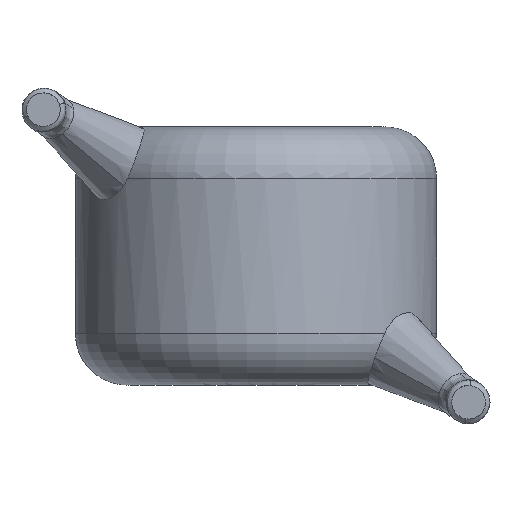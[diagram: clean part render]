
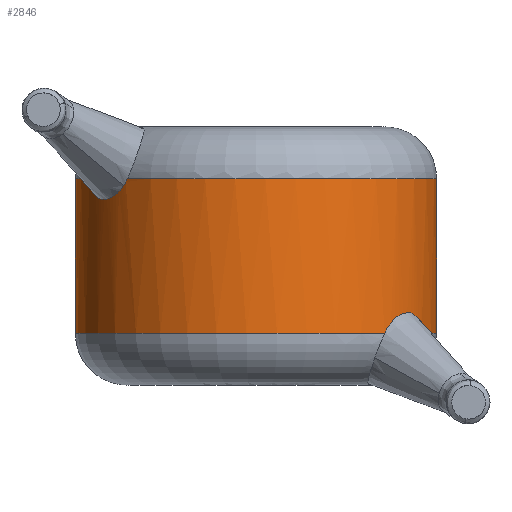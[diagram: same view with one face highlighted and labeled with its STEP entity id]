
A CAD part, front view. The second image highlights one B-rep face of the part: STEP entity #2846.
In plain terms, the highlighted cylindrical face has radius 3.5 mm (diameter 7 mm), a partial arc.
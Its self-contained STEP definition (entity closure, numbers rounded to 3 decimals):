
#6 = VERTEX_POINT ( 'NONE', #3020 ) ;
#78 = CARTESIAN_POINT ( 'NONE',  ( -2.562, -2.385, 3.866 ) ) ;
#120 = CARTESIAN_POINT ( 'NONE',  ( 3.225, -1.362, 1.131 ) ) ;
#130 = CARTESIAN_POINT ( 'NONE',  ( 2.853, -2.033, 1.398 ) ) ;
#136 = CARTESIAN_POINT ( 'NONE',  ( 0., 0., 4. ) ) ;
#138 = VERTEX_POINT ( 'NONE', #2720 ) ;
#145 = AXIS2_PLACEMENT_3D ( 'NONE', #136, #2796, #3119 ) ;
#146 = CARTESIAN_POINT ( 'NONE',  ( 2.615, -2.327, 1.211 ) ) ;
#161 = B_SPLINE_CURVE_WITH_KNOTS ( 'NONE', 3,
 ( #4051, #2804, #2075, #146, #4079, #2412, #130, #2092, #1417, #1771, #120, #1798 ),
 .UNSPECIFIED., .F., .F.,
 ( 4, 2, 2, 2, 2, 4 ),
 ( 0., 0., 0., 0.001, 0.001, 0.002 ),
 .UNSPECIFIED. ) ;
#196 = CARTESIAN_POINT ( 'NONE',  ( -3.101, -1.626, 3.647 ) ) ;
#290 = VERTEX_POINT ( 'NONE', #4249 ) ;
#328 = LINE ( 'NONE', #396, #1038 ) ;
#396 = CARTESIAN_POINT ( 'NONE',  ( 3.5, 0., 5. ) ) ;
#418 = CARTESIAN_POINT ( 'NONE',  ( -3.5, 0., 4. ) ) ;
#526 = ORIENTED_EDGE ( 'NONE', *, *, #3161, .T. ) ;
#598 = FACE_OUTER_BOUND ( 'NONE', #3996, .T. ) ;
#599 = DIRECTION ( 'NONE',  ( 1., 0., 0. ) ) ;
#602 = EDGE_CURVE ( 'NONE', #3679, #6, #2429, .T. ) ;
#617 = CARTESIAN_POINT ( 'NONE',  ( -2.909, -1.95, 3.59 ) ) ;
#632 = CARTESIAN_POINT ( 'NONE',  ( 0., 0., 4. ) ) ;
#660 = CARTESIAN_POINT ( 'NONE',  ( -2.511, -2.438, 3.952 ) ) ;
#761 = CARTESIAN_POINT ( 'NONE',  ( 0., 0., 1. ) ) ;
#848 = CARTESIAN_POINT ( 'NONE',  ( -3.227, -1.357, 3.883 ) ) ;
#886 = EDGE_CURVE ( 'NONE', #1400, #3177, #1433, .T. ) ;
#893 = CIRCLE ( 'NONE', #4163, 3.5 ) ;
#979 = ORIENTED_EDGE ( 'NONE', *, *, #1430, .T. ) ;
#1038 = VECTOR ( 'NONE', #3378, 1000. ) ;
#1199 = CARTESIAN_POINT ( 'NONE',  ( 0., 0., 1. ) ) ;
#1240 = VERTEX_POINT ( 'NONE', #1948 ) ;
#1340 = VERTEX_POINT ( 'NONE', #418 ) ;
#1349 = CARTESIAN_POINT ( 'NONE',  ( -2.535, -2.413, 3.907 ) ) ;
#1400 = VERTEX_POINT ( 'NONE', #78 ) ;
#1417 = CARTESIAN_POINT ( 'NONE',  ( 3.077, -1.673, 1.375 ) ) ;
#1430 = EDGE_CURVE ( 'NONE', #3029, #3177, #1685, .T. ) ;
#1433 = B_SPLINE_CURVE_WITH_KNOTS ( 'NONE', 3,
 ( #2013, #1349, #660, #2326 ),
 .UNSPECIFIED., .F., .F.,
 ( 4, 4 ),
 ( 0.002, 0.002 ),
 .UNSPECIFIED. ) ;
#1435 = ORIENTED_EDGE ( 'NONE', *, *, #2307, .T. ) ;
#1444 = ORIENTED_EDGE ( 'NONE', *, *, #3186, .F. ) ;
#1445 = DIRECTION ( 'NONE',  ( 1., 0., 0. ) ) ;
#1461 = B_SPLINE_CURVE_WITH_KNOTS ( 'NONE', 3,
 ( #1831, #848, #2186, #196, #2897, #617, #2930, #3860, #4227, #2564 ),
 .UNSPECIFIED., .F., .F.,
 ( 4, 2, 2, 2, 4 ),
 ( 0., 0., 0.001, 0.001, 0.002 ),
 .UNSPECIFIED. ) ;
#1485 = DIRECTION ( 'NONE',  ( 0., 0., 1. ) ) ;
#1621 = AXIS2_PLACEMENT_3D ( 'NONE', #2157, #2484, #2842 ) ;
#1685 = CIRCLE ( 'NONE', #145, 3.5 ) ;
#1771 = CARTESIAN_POINT ( 'NONE',  ( 3.186, -1.455, 1.238 ) ) ;
#1798 = CARTESIAN_POINT ( 'NONE',  ( 3.245, -1.311, 1. ) ) ;
#1831 = CARTESIAN_POINT ( 'NONE',  ( -3.245, -1.311, 4. ) ) ;
#1845 = DIRECTION ( 'NONE',  ( 1., 0., 0. ) ) ;
#1888 = AXIS2_PLACEMENT_3D ( 'NONE', #1199, #1485, #1845 ) ;
#1948 = CARTESIAN_POINT ( 'NONE',  ( -3.245, -1.311, 4. ) ) ;
#1954 = ORIENTED_EDGE ( 'NONE', *, *, #3613, .T. ) ;
#2013 = CARTESIAN_POINT ( 'NONE',  ( -2.562, -2.385, 3.866 ) ) ;
#2075 = CARTESIAN_POINT ( 'NONE',  ( 2.547, -2.401, 1.114 ) ) ;
#2092 = CARTESIAN_POINT ( 'NONE',  ( 3.006, -1.798, 1.407 ) ) ;
#2133 = CIRCLE ( 'NONE', #2898, 3.5 ) ;
#2157 = CARTESIAN_POINT ( 'NONE',  ( 0., 0., 5. ) ) ;
#2186 = CARTESIAN_POINT ( 'NONE',  ( -3.194, -1.436, 3.784 ) ) ;
#2187 = VECTOR ( 'NONE', #2857, 1000. ) ;
#2307 = EDGE_CURVE ( 'NONE', #138, #3679, #161, .T. ) ;
#2326 = CARTESIAN_POINT ( 'NONE',  ( -2.49, -2.46, 4. ) ) ;
#2392 = EDGE_CURVE ( 'NONE', #290, #138, #893, .T. ) ;
#2412 = CARTESIAN_POINT ( 'NONE',  ( 2.769, -2.144, 1.358 ) ) ;
#2429 = CIRCLE ( 'NONE', #1888, 3.5 ) ;
#2484 = DIRECTION ( 'NONE',  ( 0., 0., -1. ) ) ;
#2564 = CARTESIAN_POINT ( 'NONE',  ( -2.562, -2.385, 3.866 ) ) ;
#2610 = ORIENTED_EDGE ( 'NONE', *, *, #2853, .F. ) ;
#2703 = ORIENTED_EDGE ( 'NONE', *, *, #886, .F. ) ;
#2711 = ORIENTED_EDGE ( 'NONE', *, *, #2392, .T. ) ;
#2720 = CARTESIAN_POINT ( 'NONE',  ( 2.49, -2.46, 1. ) ) ;
#2796 = DIRECTION ( 'NONE',  ( 0., 0., -1. ) ) ;
#2804 = CARTESIAN_POINT ( 'NONE',  ( 2.516, -2.433, 1.06 ) ) ;
#2842 = DIRECTION ( 'NONE',  ( -1., 0., 0. ) ) ;
#2846 = ADVANCED_FACE ( 'NONE', ( #598 ), #3745, .T. ) ;
#2853 = EDGE_CURVE ( 'NONE', #1240, #1400, #1461, .T. ) ;
#2857 = DIRECTION ( 'NONE',  ( 0., 0., -1. ) ) ;
#2897 = CARTESIAN_POINT ( 'NONE',  ( -3.041, -1.737, 3.608 ) ) ;
#2898 = AXIS2_PLACEMENT_3D ( 'NONE', #632, #4240, #599 ) ;
#2930 = CARTESIAN_POINT ( 'NONE',  ( -2.836, -2.055, 3.61 ) ) ;
#3020 = CARTESIAN_POINT ( 'NONE',  ( 3.5, 0., 1. ) ) ;
#3029 = VERTEX_POINT ( 'NONE', #3805 ) ;
#3119 = DIRECTION ( 'NONE',  ( 1., 0., 0. ) ) ;
#3161 = EDGE_CURVE ( 'NONE', #1240, #1340, #2133, .T. ) ;
#3177 = VERTEX_POINT ( 'NONE', #3277 ) ;
#3186 = EDGE_CURVE ( 'NONE', #3029, #6, #328, .T. ) ;
#3277 = CARTESIAN_POINT ( 'NONE',  ( -2.49, -2.46, 4. ) ) ;
#3378 = DIRECTION ( 'NONE',  ( 0., 0., -1. ) ) ;
#3418 = DIRECTION ( 'NONE',  ( 0., 0., 1. ) ) ;
#3455 = ORIENTED_EDGE ( 'NONE', *, *, #602, .T. ) ;
#3529 = LINE ( 'NONE', #3832, #2187 ) ;
#3576 = CARTESIAN_POINT ( 'NONE',  ( 3.245, -1.311, 1. ) ) ;
#3613 = EDGE_CURVE ( 'NONE', #1340, #290, #3529, .T. ) ;
#3679 = VERTEX_POINT ( 'NONE', #3576 ) ;
#3745 = CYLINDRICAL_SURFACE ( 'NONE', #1621, 3.5 ) ;
#3805 = CARTESIAN_POINT ( 'NONE',  ( 3.5, 0., 4. ) ) ;
#3832 = CARTESIAN_POINT ( 'NONE',  ( -3.5, 0., 5. ) ) ;
#3860 = CARTESIAN_POINT ( 'NONE',  ( -2.691, -2.241, 3.702 ) ) ;
#3996 = EDGE_LOOP ( 'NONE', ( #1444, #979, #2703, #2610, #526, #1954, #2711, #1435, #3455 ) ) ;
#4051 = CARTESIAN_POINT ( 'NONE',  ( 2.49, -2.46, 1. ) ) ;
#4079 = CARTESIAN_POINT ( 'NONE',  ( 2.653, -2.284, 1.254 ) ) ;
#4163 = AXIS2_PLACEMENT_3D ( 'NONE', #761, #3418, #1445 ) ;
#4227 = CARTESIAN_POINT ( 'NONE',  ( -2.621, -2.321, 3.774 ) ) ;
#4240 = DIRECTION ( 'NONE',  ( 0., 0., -1. ) ) ;
#4249 = CARTESIAN_POINT ( 'NONE',  ( -3.5, 0., 1. ) ) ;
